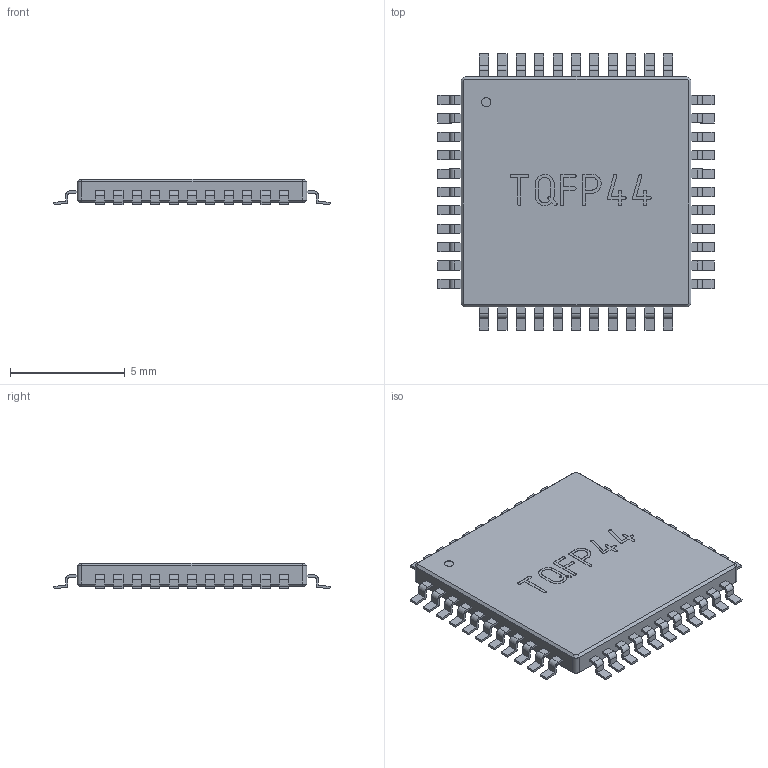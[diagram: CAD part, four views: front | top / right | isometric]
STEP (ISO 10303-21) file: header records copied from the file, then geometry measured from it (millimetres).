
FILE_DESCRIPTION (( 'STEP AP214' ), '1' );
FILE_NAME ('User Library-TQFP44-1.STEP', '2010-07-25T11:41:47', ( 'sysAdmin' ), ( 'SolidWorks' ), 'SwSTEP 2.0', 'SolidWorks 2010', '' );
FILE_SCHEMA (( 'AUTOMOTIVE_DESIGN' ));
Length unit declared in the file: millimetre
Products named in the file (1): User Library-TQFP44-1
Bounding box: 12.02 x 12.02 x 1.1 mm (x, y, z)
Volume: 102 mm3; surface area: 295.8 mm2
Topology: 1 solids, 1 shells, 669 faces, 1826 edges, 1212 vertices
Faces by surface type: plane 464, cylinder 138, bspline 59, cone 8
Entity records: 31749 total; most frequent: CARTESIAN_POINT 7521, ORIENTED_EDGE 3652, DIRECTION 3214, EDGE_CURVE 1826, LINE 1424, VECTOR 1424, VERTEX_POINT 1212, AXIS2_PLACEMENT_3D 895
